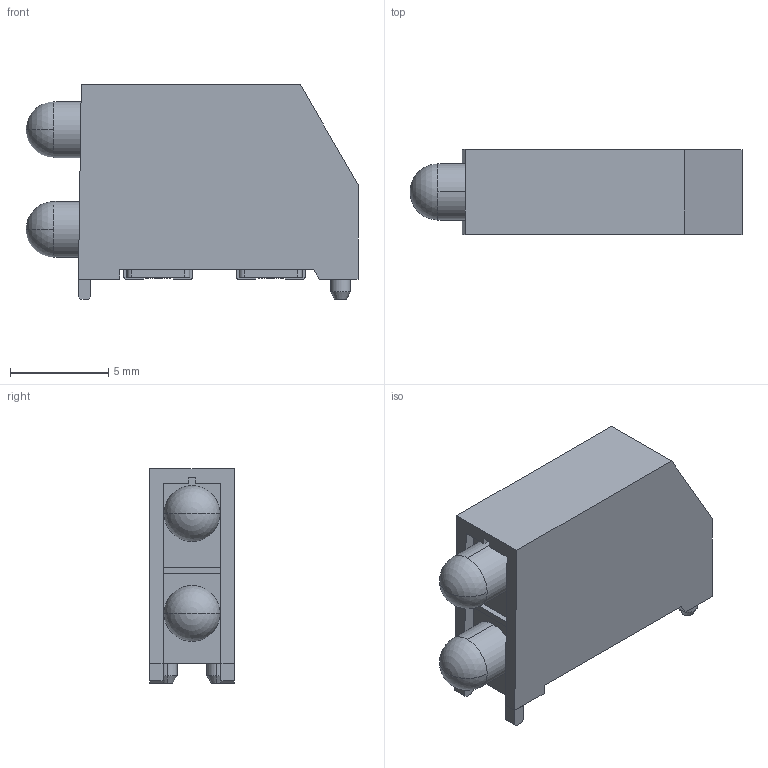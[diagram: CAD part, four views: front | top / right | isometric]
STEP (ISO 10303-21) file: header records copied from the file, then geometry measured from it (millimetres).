
FILE_DESCRIPTION((''),'2;1');
FILE_NAME('LED_DIALIGHT_592-2023-0xxF.stp','2013-07-18T11:32:44',(''),(''),'Mechanical Desktop 2011','Mechanical Desktop 2011',', , ');
FILE_SCHEMA(('AUTOMOTIVE_DESIGN { 1 2 10303 214 1 1 1 1 }'));
Length unit declared in the file: millimetre
Products named in the file (1): Product
Bounding box: 16.89 x 4.32 x 10.92 mm (x, y, z)
Volume: 583.4 mm3; surface area: 667.7 mm2
Topology: 18 solids, 18 shells, 135 faces, 301 edges, 198 vertices
Faces by surface type: plane 96, cylinder 28, sphere 4, cone 4, bspline 3
Entity records: 3750 total; most frequent: CARTESIAN_POINT 640, DIRECTION 633, ORIENTED_EDGE 594, EDGE_CURVE 297, VECTOR 227, LINE 227, AXIS2_PLACEMENT_3D 203, VERTEX_POINT 198
